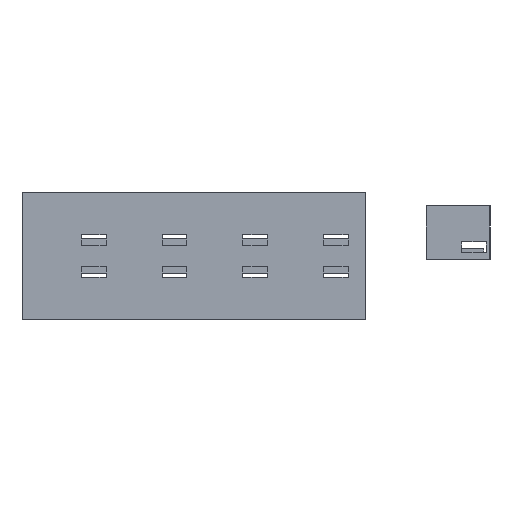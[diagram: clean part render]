
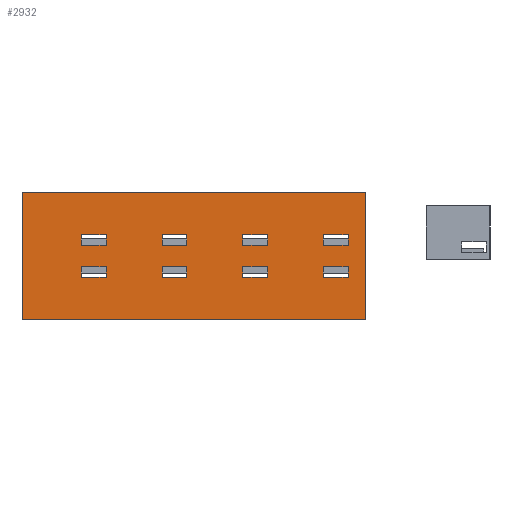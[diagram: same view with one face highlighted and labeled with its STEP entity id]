
A CAD part, left-side view. The second image highlights one B-rep face of the part: STEP entity #2932.
In plain terms, the highlighted planar face has unit normal (-1, 0, 0).
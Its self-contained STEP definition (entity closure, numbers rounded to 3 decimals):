
#29=FACE_BOUND('',#329,.T.);
#30=FACE_BOUND('',#330,.T.);
#31=FACE_BOUND('',#331,.T.);
#32=FACE_BOUND('',#332,.T.);
#33=FACE_BOUND('',#333,.T.);
#34=FACE_BOUND('',#334,.T.);
#35=FACE_BOUND('',#335,.T.);
#36=FACE_BOUND('',#336,.T.);
#176=FACE_OUTER_BOUND('',#328,.T.);
#328=EDGE_LOOP('',(#2607,#2608,#2609,#2610));
#329=EDGE_LOOP('',(#2611,#2612,#2613,#2614));
#330=EDGE_LOOP('',(#2615,#2616,#2617,#2618));
#331=EDGE_LOOP('',(#2619,#2620,#2621,#2622));
#332=EDGE_LOOP('',(#2623,#2624,#2625,#2626));
#333=EDGE_LOOP('',(#2627,#2628,#2629,#2630));
#334=EDGE_LOOP('',(#2631,#2632,#2633,#2634));
#335=EDGE_LOOP('',(#2635,#2636,#2637,#2638));
#336=EDGE_LOOP('',(#2639,#2640,#2641,#2642));
#383=LINE('',#3883,#791);
#420=LINE('',#3956,#828);
#447=LINE('',#4011,#855);
#451=LINE('',#4018,#859);
#454=LINE('',#4024,#862);
#456=LINE('',#4027,#864);
#459=LINE('',#4035,#867);
#463=LINE('',#4042,#871);
#466=LINE('',#4048,#874);
#468=LINE('',#4051,#876);
#471=LINE('',#4059,#879);
#475=LINE('',#4066,#883);
#478=LINE('',#4072,#886);
#480=LINE('',#4075,#888);
#483=LINE('',#4083,#891);
#487=LINE('',#4090,#895);
#490=LINE('',#4096,#898);
#492=LINE('',#4099,#900);
#495=LINE('',#4107,#903);
#499=LINE('',#4114,#907);
#502=LINE('',#4120,#910);
#504=LINE('',#4123,#912);
#507=LINE('',#4131,#915);
#511=LINE('',#4138,#919);
#514=LINE('',#4144,#922);
#516=LINE('',#4147,#924);
#519=LINE('',#4155,#927);
#523=LINE('',#4162,#931);
#526=LINE('',#4168,#934);
#528=LINE('',#4171,#936);
#531=LINE('',#4179,#939);
#535=LINE('',#4186,#943);
#538=LINE('',#4192,#946);
#540=LINE('',#4195,#948);
#745=LINE('',#4605,#1153);
#746=LINE('',#4607,#1154);
#791=VECTOR('',#3175,10.);
#828=VECTOR('',#3218,10.);
#855=VECTOR('',#3249,10.);
#859=VECTOR('',#3255,10.);
#862=VECTOR('',#3260,10.);
#864=VECTOR('',#3264,10.);
#867=VECTOR('',#3269,10.);
#871=VECTOR('',#3275,10.);
#874=VECTOR('',#3280,10.);
#876=VECTOR('',#3284,10.);
#879=VECTOR('',#3289,10.);
#883=VECTOR('',#3295,10.);
#886=VECTOR('',#3300,10.);
#888=VECTOR('',#3304,10.);
#891=VECTOR('',#3309,10.);
#895=VECTOR('',#3315,10.);
#898=VECTOR('',#3320,10.);
#900=VECTOR('',#3324,10.);
#903=VECTOR('',#3329,10.);
#907=VECTOR('',#3335,10.);
#910=VECTOR('',#3340,10.);
#912=VECTOR('',#3344,10.);
#915=VECTOR('',#3349,10.);
#919=VECTOR('',#3355,10.);
#922=VECTOR('',#3360,10.);
#924=VECTOR('',#3364,10.);
#927=VECTOR('',#3369,10.);
#931=VECTOR('',#3375,10.);
#934=VECTOR('',#3380,10.);
#936=VECTOR('',#3384,10.);
#939=VECTOR('',#3389,10.);
#943=VECTOR('',#3395,10.);
#946=VECTOR('',#3400,10.);
#948=VECTOR('',#3404,10.);
#1153=VECTOR('',#3779,10.);
#1154=VECTOR('',#3782,10.);
#1186=VERTEX_POINT('',#3880);
#1187=VERTEX_POINT('',#3882);
#1219=VERTEX_POINT('',#3953);
#1220=VERTEX_POINT('',#3955);
#1245=VERTEX_POINT('',#4008);
#1246=VERTEX_POINT('',#4010);
#1248=VERTEX_POINT('',#4016);
#1250=VERTEX_POINT('',#4022);
#1253=VERTEX_POINT('',#4032);
#1254=VERTEX_POINT('',#4034);
#1256=VERTEX_POINT('',#4040);
#1258=VERTEX_POINT('',#4046);
#1261=VERTEX_POINT('',#4056);
#1262=VERTEX_POINT('',#4058);
#1264=VERTEX_POINT('',#4064);
#1266=VERTEX_POINT('',#4070);
#1269=VERTEX_POINT('',#4080);
#1270=VERTEX_POINT('',#4082);
#1272=VERTEX_POINT('',#4088);
#1274=VERTEX_POINT('',#4094);
#1277=VERTEX_POINT('',#4104);
#1278=VERTEX_POINT('',#4106);
#1280=VERTEX_POINT('',#4112);
#1282=VERTEX_POINT('',#4118);
#1285=VERTEX_POINT('',#4128);
#1286=VERTEX_POINT('',#4130);
#1288=VERTEX_POINT('',#4136);
#1290=VERTEX_POINT('',#4142);
#1293=VERTEX_POINT('',#4152);
#1294=VERTEX_POINT('',#4154);
#1296=VERTEX_POINT('',#4160);
#1298=VERTEX_POINT('',#4166);
#1301=VERTEX_POINT('',#4176);
#1302=VERTEX_POINT('',#4178);
#1304=VERTEX_POINT('',#4184);
#1306=VERTEX_POINT('',#4190);
#1471=EDGE_CURVE('',#1186,#1187,#383,.T.);
#1508=EDGE_CURVE('',#1220,#1219,#420,.T.);
#1535=EDGE_CURVE('',#1246,#1245,#447,.T.);
#1539=EDGE_CURVE('',#1245,#1248,#451,.T.);
#1542=EDGE_CURVE('',#1248,#1250,#454,.T.);
#1544=EDGE_CURVE('',#1250,#1246,#456,.T.);
#1547=EDGE_CURVE('',#1254,#1253,#459,.T.);
#1551=EDGE_CURVE('',#1253,#1256,#463,.T.);
#1554=EDGE_CURVE('',#1256,#1258,#466,.T.);
#1556=EDGE_CURVE('',#1258,#1254,#468,.T.);
#1559=EDGE_CURVE('',#1262,#1261,#471,.T.);
#1563=EDGE_CURVE('',#1261,#1264,#475,.T.);
#1566=EDGE_CURVE('',#1264,#1266,#478,.T.);
#1568=EDGE_CURVE('',#1266,#1262,#480,.T.);
#1571=EDGE_CURVE('',#1270,#1269,#483,.T.);
#1575=EDGE_CURVE('',#1269,#1272,#487,.T.);
#1578=EDGE_CURVE('',#1272,#1274,#490,.T.);
#1580=EDGE_CURVE('',#1274,#1270,#492,.T.);
#1583=EDGE_CURVE('',#1278,#1277,#495,.T.);
#1587=EDGE_CURVE('',#1277,#1280,#499,.T.);
#1590=EDGE_CURVE('',#1280,#1282,#502,.T.);
#1592=EDGE_CURVE('',#1282,#1278,#504,.T.);
#1595=EDGE_CURVE('',#1286,#1285,#507,.T.);
#1599=EDGE_CURVE('',#1285,#1288,#511,.T.);
#1602=EDGE_CURVE('',#1288,#1290,#514,.T.);
#1604=EDGE_CURVE('',#1290,#1286,#516,.T.);
#1607=EDGE_CURVE('',#1294,#1293,#519,.T.);
#1611=EDGE_CURVE('',#1293,#1296,#523,.T.);
#1614=EDGE_CURVE('',#1296,#1298,#526,.T.);
#1616=EDGE_CURVE('',#1298,#1294,#528,.T.);
#1619=EDGE_CURVE('',#1302,#1301,#531,.T.);
#1623=EDGE_CURVE('',#1301,#1304,#535,.T.);
#1626=EDGE_CURVE('',#1304,#1306,#538,.T.);
#1628=EDGE_CURVE('',#1306,#1302,#540,.T.);
#1833=EDGE_CURVE('',#1220,#1186,#745,.T.);
#1834=EDGE_CURVE('',#1187,#1219,#746,.T.);
#2607=ORIENTED_EDGE('',*,*,#1508,.T.);
#2608=ORIENTED_EDGE('',*,*,#1834,.F.);
#2609=ORIENTED_EDGE('',*,*,#1471,.F.);
#2610=ORIENTED_EDGE('',*,*,#1833,.F.);
#2611=ORIENTED_EDGE('',*,*,#1535,.T.);
#2612=ORIENTED_EDGE('',*,*,#1539,.T.);
#2613=ORIENTED_EDGE('',*,*,#1542,.T.);
#2614=ORIENTED_EDGE('',*,*,#1544,.T.);
#2615=ORIENTED_EDGE('',*,*,#1547,.T.);
#2616=ORIENTED_EDGE('',*,*,#1551,.T.);
#2617=ORIENTED_EDGE('',*,*,#1554,.T.);
#2618=ORIENTED_EDGE('',*,*,#1556,.T.);
#2619=ORIENTED_EDGE('',*,*,#1559,.T.);
#2620=ORIENTED_EDGE('',*,*,#1563,.T.);
#2621=ORIENTED_EDGE('',*,*,#1566,.T.);
#2622=ORIENTED_EDGE('',*,*,#1568,.T.);
#2623=ORIENTED_EDGE('',*,*,#1571,.T.);
#2624=ORIENTED_EDGE('',*,*,#1575,.T.);
#2625=ORIENTED_EDGE('',*,*,#1578,.T.);
#2626=ORIENTED_EDGE('',*,*,#1580,.T.);
#2627=ORIENTED_EDGE('',*,*,#1583,.T.);
#2628=ORIENTED_EDGE('',*,*,#1587,.T.);
#2629=ORIENTED_EDGE('',*,*,#1590,.T.);
#2630=ORIENTED_EDGE('',*,*,#1592,.T.);
#2631=ORIENTED_EDGE('',*,*,#1595,.T.);
#2632=ORIENTED_EDGE('',*,*,#1599,.T.);
#2633=ORIENTED_EDGE('',*,*,#1602,.T.);
#2634=ORIENTED_EDGE('',*,*,#1604,.T.);
#2635=ORIENTED_EDGE('',*,*,#1607,.T.);
#2636=ORIENTED_EDGE('',*,*,#1611,.T.);
#2637=ORIENTED_EDGE('',*,*,#1614,.T.);
#2638=ORIENTED_EDGE('',*,*,#1616,.T.);
#2639=ORIENTED_EDGE('',*,*,#1619,.T.);
#2640=ORIENTED_EDGE('',*,*,#1623,.T.);
#2641=ORIENTED_EDGE('',*,*,#1626,.T.);
#2642=ORIENTED_EDGE('',*,*,#1628,.T.);
#2790=PLANE('',#3090);
#2932=ADVANCED_FACE('',(#176,#29,#30,#31,#32,#33,#34,#35,#36),#2790,.T.);
#3090=AXIS2_PLACEMENT_3D('',#4606,#3780,#3781);
#3175=DIRECTION('',(0.,0.,1.));
#3218=DIRECTION('',(0.,0.,1.));
#3249=DIRECTION('',(0.,0.,1.));
#3255=DIRECTION('',(0.,-1.,0.));
#3260=DIRECTION('',(0.,0.,-1.));
#3264=DIRECTION('',(0.,1.,0.));
#3269=DIRECTION('',(0.,0.,1.));
#3275=DIRECTION('',(0.,-1.,0.));
#3280=DIRECTION('',(0.,0.,-1.));
#3284=DIRECTION('',(0.,1.,0.));
#3289=DIRECTION('',(0.,0.,1.));
#3295=DIRECTION('',(0.,-1.,0.));
#3300=DIRECTION('',(0.,0.,-1.));
#3304=DIRECTION('',(0.,1.,0.));
#3309=DIRECTION('',(0.,0.,1.));
#3315=DIRECTION('',(0.,-1.,0.));
#3320=DIRECTION('',(0.,0.,-1.));
#3324=DIRECTION('',(0.,1.,0.));
#3329=DIRECTION('',(0.,0.,1.));
#3335=DIRECTION('',(0.,-1.,0.));
#3340=DIRECTION('',(0.,0.,-1.));
#3344=DIRECTION('',(0.,1.,0.));
#3349=DIRECTION('',(0.,0.,1.));
#3355=DIRECTION('',(0.,-1.,0.));
#3360=DIRECTION('',(0.,0.,-1.));
#3364=DIRECTION('',(0.,1.,0.));
#3369=DIRECTION('',(0.,0.,1.));
#3375=DIRECTION('',(0.,-1.,0.));
#3380=DIRECTION('',(0.,0.,-1.));
#3384=DIRECTION('',(0.,1.,0.));
#3389=DIRECTION('',(0.,0.,1.));
#3395=DIRECTION('',(0.,-1.,0.));
#3400=DIRECTION('',(0.,0.,-1.));
#3404=DIRECTION('',(0.,1.,0.));
#3779=DIRECTION('',(0.,1.,0.));
#3780=DIRECTION('center_axis',(-1.,0.,0.));
#3781=DIRECTION('ref_axis',(0.,-1.,0.));
#3782=DIRECTION('',(0.,-1.,0.));
#3880=CARTESIAN_POINT('',(-79.,132.,-17.));
#3882=CARTESIAN_POINT('',(-79.,132.,19.));
#3883=CARTESIAN_POINT('',(-79.,132.,0.));
#3953=CARTESIAN_POINT('',(-79.,35.,19.));
#3955=CARTESIAN_POINT('',(-79.,35.,-17.));
#3956=CARTESIAN_POINT('',(-79.,35.,0.));
#4008=CARTESIAN_POINT('',(-79.,115.25,-2.));
#4010=CARTESIAN_POINT('',(-79.,115.25,-5.));
#4011=CARTESIAN_POINT('',(-79.,115.25,-1.));
#4016=CARTESIAN_POINT('',(-79.,108.25,-2.));
#4018=CARTESIAN_POINT('',(-79.,120.125,-2.));
#4022=CARTESIAN_POINT('',(-79.,108.25,-5.));
#4024=CARTESIAN_POINT('',(-79.,108.25,-2.5));
#4027=CARTESIAN_POINT('',(-79.,123.625,-5.));
#4032=CARTESIAN_POINT('',(-79.,115.25,7.));
#4034=CARTESIAN_POINT('',(-79.,115.25,4.));
#4035=CARTESIAN_POINT('',(-79.,115.25,3.5));
#4040=CARTESIAN_POINT('',(-79.,108.25,7.));
#4042=CARTESIAN_POINT('',(-79.,120.125,7.));
#4046=CARTESIAN_POINT('',(-79.,108.25,4.));
#4048=CARTESIAN_POINT('',(-79.,108.25,2.));
#4051=CARTESIAN_POINT('',(-79.,123.625,4.));
#4056=CARTESIAN_POINT('',(-79.,92.5,-2.));
#4058=CARTESIAN_POINT('',(-79.,92.5,-5.));
#4059=CARTESIAN_POINT('',(-79.,92.5,-1.));
#4064=CARTESIAN_POINT('',(-79.,85.5,-2.));
#4066=CARTESIAN_POINT('',(-79.,108.75,-2.));
#4070=CARTESIAN_POINT('',(-79.,85.5,-5.));
#4072=CARTESIAN_POINT('',(-79.,85.5,-2.5));
#4075=CARTESIAN_POINT('',(-79.,112.25,-5.));
#4080=CARTESIAN_POINT('',(-79.,92.5,7.));
#4082=CARTESIAN_POINT('',(-79.,92.5,4.));
#4083=CARTESIAN_POINT('',(-79.,92.5,3.5));
#4088=CARTESIAN_POINT('',(-79.,85.5,7.));
#4090=CARTESIAN_POINT('',(-79.,108.75,7.));
#4094=CARTESIAN_POINT('',(-79.,85.5,4.));
#4096=CARTESIAN_POINT('',(-79.,85.5,2.));
#4099=CARTESIAN_POINT('',(-79.,112.25,4.));
#4104=CARTESIAN_POINT('',(-79.,69.75,-2.));
#4106=CARTESIAN_POINT('',(-79.,69.75,-5.));
#4107=CARTESIAN_POINT('',(-79.,69.75,-1.));
#4112=CARTESIAN_POINT('',(-79.,62.75,-2.));
#4114=CARTESIAN_POINT('',(-79.,97.375,-2.));
#4118=CARTESIAN_POINT('',(-79.,62.75,-5.));
#4120=CARTESIAN_POINT('',(-79.,62.75,-2.5));
#4123=CARTESIAN_POINT('',(-79.,100.875,-5.));
#4128=CARTESIAN_POINT('',(-79.,69.75,7.));
#4130=CARTESIAN_POINT('',(-79.,69.75,4.));
#4131=CARTESIAN_POINT('',(-79.,69.75,3.5));
#4136=CARTESIAN_POINT('',(-79.,62.75,7.));
#4138=CARTESIAN_POINT('',(-79.,97.375,7.));
#4142=CARTESIAN_POINT('',(-79.,62.75,4.));
#4144=CARTESIAN_POINT('',(-79.,62.75,2.));
#4147=CARTESIAN_POINT('',(-79.,100.875,4.));
#4152=CARTESIAN_POINT('',(-79.,47.,-2.));
#4154=CARTESIAN_POINT('',(-79.,47.,-5.));
#4155=CARTESIAN_POINT('',(-79.,47.,-1.));
#4160=CARTESIAN_POINT('',(-79.,40.,-2.));
#4162=CARTESIAN_POINT('',(-79.,86.,-2.));
#4166=CARTESIAN_POINT('',(-79.,40.,-5.));
#4168=CARTESIAN_POINT('',(-79.,40.,-2.5));
#4171=CARTESIAN_POINT('',(-79.,89.5,-5.));
#4176=CARTESIAN_POINT('',(-79.,47.,7.));
#4178=CARTESIAN_POINT('',(-79.,47.,4.));
#4179=CARTESIAN_POINT('',(-79.,47.,3.5));
#4184=CARTESIAN_POINT('',(-79.,40.,7.));
#4186=CARTESIAN_POINT('',(-79.,86.,7.));
#4190=CARTESIAN_POINT('',(-79.,40.,4.));
#4192=CARTESIAN_POINT('',(-79.,40.,2.));
#4195=CARTESIAN_POINT('',(-79.,89.5,4.));
#4605=CARTESIAN_POINT('',(-79.,35.,-17.));
#4606=CARTESIAN_POINT('Origin',(-79.,132.,0.));
#4607=CARTESIAN_POINT('',(-79.,35.,19.));
